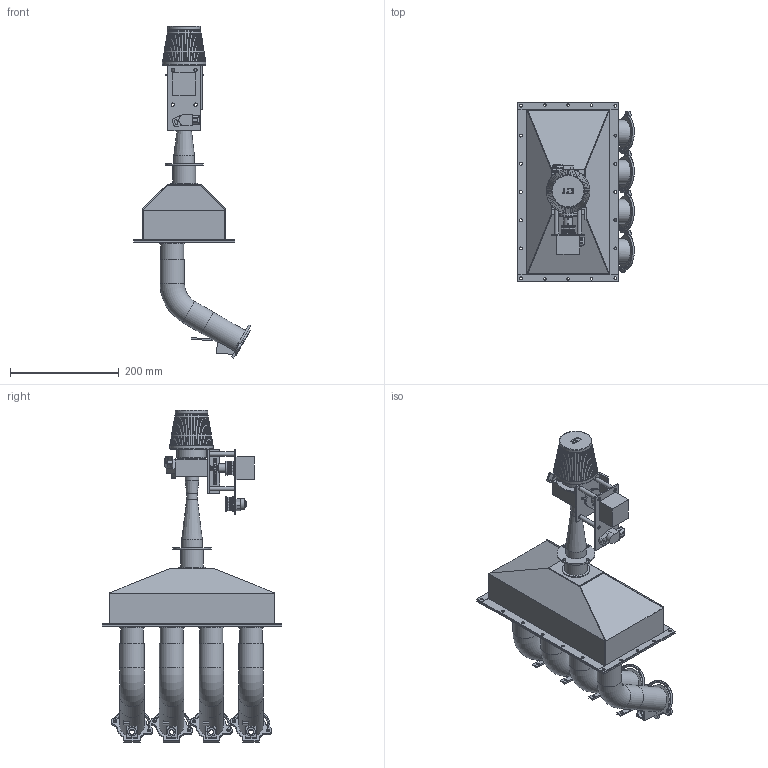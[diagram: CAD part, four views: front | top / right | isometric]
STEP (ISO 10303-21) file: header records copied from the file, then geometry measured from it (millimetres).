
FILE_DESCRIPTION(/* description */ (''),/* implementation_level */ '2;1');
FILE_NAME(/* name */ '2018 Intake.stp',/* time_stamp */ '2018-05-19T17:33:04+09:00',/* author */ ('ku_sk'),/* organization */ (''),/* preprocessor_version */ 'ST-DEVELOPER v17',/* originating_system */ 'Autodesk Inventor 2018',/* authorisation */ '');
FILE_SCHEMA (('AUTOMOTIVE_DESIGN { 1 0 10303 214 3 1 1 }'));
Length unit declared in the file: millimetre
Products named in the file (20): 2018 Intake; 20118 Surge tank 3.5L; 2018 Funnel; Intake Manifold Pipe; 2018intakedmanifold; Tank Connector; Connector; Air Filter; 2018ristrictor(kari); Throttle Assembly; Throttle; Coupring; Throttle Lver; Throttle Stay; MOTOR; MOTOR Stay; Throttle collar; Pulley; Throttle Pososion Sensor; Throttle Shaft
Assembly tree (33 placements, depth 3):
  2018 Intake
    20118 Surge tank 3.5L
    2018 Funnel  x4
    Intake Manifold Pipe  x4
    2018intakedmanifold  x4
    Tank Connector
    Connector
    Air Filter
    2018ristrictor(kari)
    Throttle Assembly
      Throttle
      Coupring
      Throttle Lver
      Throttle Stay
      MOTOR
      MOTOR Stay
      Throttle collar  x4
      Pulley  x2
      Throttle Pososion Sensor  x2
      Throttle Shaft
Bounding box: 214.81 x 330 x 611.29 mm (x, y, z)
Volume: 1401671.4 mm3; surface area: 895357.2 mm2
Topology: 39 solids, 39 shells, 1611 faces, 4371 edges, 2815 vertices
Faces by surface type: plane 982, cylinder 593, torus 22, bspline 8, cone 6
Full cylindrical faces by diameter (mm): 1.567 x4, 2.459 x9, 3.2 x2, 3.242 x1, 3.4 x4, 4.134 x2, 4.5 x13, 4.917 x2, 5 x9, 5.4 x2, 5.5 x40, 6 x11, 6.3 x8, 6.5 x8, 7 x1, 8 x5, 9 x4, 10 x3, 11 x2, 12.5 x5, 15 x2, 16 x5, 19.8 x1, 22 x2, 25 x3, 26 x4, 29 x2, 38 x10, 39 x8, 41 x1
Entity records: 39045 total; most frequent: CARTESIAN_POINT 7375, DIRECTION 6414, ORIENTED_EDGE 6368, EDGE_CURVE 3184, LINE 2332, VECTOR 2332, AXIS2_PLACEMENT_3D 2041, VERTEX_POINT 2007
